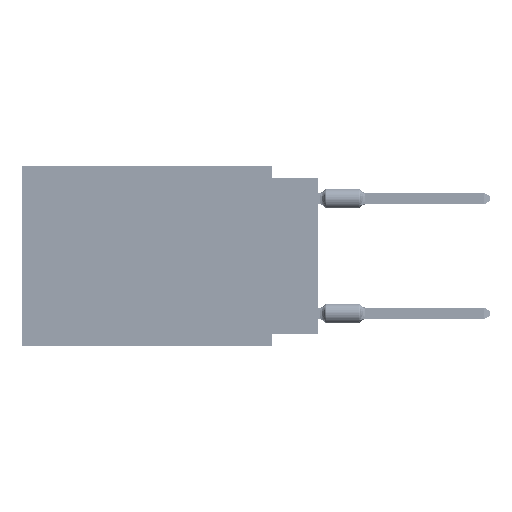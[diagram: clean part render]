
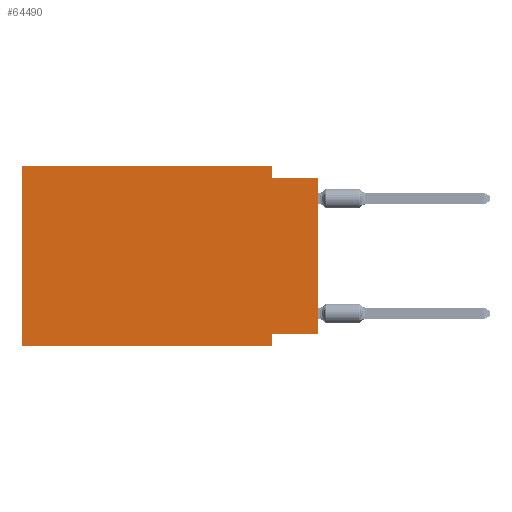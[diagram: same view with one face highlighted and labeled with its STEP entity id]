
A CAD part, left-side view. The second image highlights one B-rep face of the part: STEP entity #64490.
In plain terms, the highlighted planar face has unit normal (-1, 0, 0).
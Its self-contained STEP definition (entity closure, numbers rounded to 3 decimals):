
#785 = CARTESIAN_POINT ( 'NONE',  ( 0., 16.383, 0. ) ) ;
#1504 = DIRECTION ( 'NONE',  ( 0., 0., -1. ) ) ;
#2348 = EDGE_LOOP ( 'NONE', ( #37225, #57102, #14229, #21526, #19039, #27087, #69014, #58322 ) ) ;
#3323 = DIRECTION ( 'NONE',  ( 0., 1., 0. ) ) ;
#3943 = VECTOR ( 'NONE', #31728, 1000. ) ;
#4225 = VERTEX_POINT ( 'NONE', #8458 ) ;
#5051 = VERTEX_POINT ( 'NONE', #47455 ) ;
#5654 = VERTEX_POINT ( 'NONE', #785 ) ;
#6019 = VECTOR ( 'NONE', #32420, 1000. ) ;
#6191 = LINE ( 'NONE', #22202, #42039 ) ;
#6549 = CARTESIAN_POINT ( 'NONE',  ( 0., 2.54, -9.271 ) ) ;
#6949 = CARTESIAN_POINT ( 'NONE',  ( 0., 16.383, 0. ) ) ;
#7853 = CARTESIAN_POINT ( 'NONE',  ( 0., 2.54, -9.906 ) ) ;
#8458 = CARTESIAN_POINT ( 'NONE',  ( 0., 16.383, -9.906 ) ) ;
#10689 = DIRECTION ( 'NONE',  ( 0., 0., 1. ) ) ;
#12040 = PLANE ( 'NONE',  #62088 ) ;
#12498 = EDGE_CURVE ( 'NONE', #4225, #5654, #48876, .T. ) ;
#14229 = ORIENTED_EDGE ( 'NONE', *, *, #54247, .F. ) ;
#15469 = VERTEX_POINT ( 'NONE', #6549 ) ;
#16780 = LINE ( 'NONE', #66926, #63648 ) ;
#17138 = DIRECTION ( 'NONE',  ( 0., 0., -1. ) ) ;
#19039 = ORIENTED_EDGE ( 'NONE', *, *, #12498, .F. ) ;
#21526 = ORIENTED_EDGE ( 'NONE', *, *, #70303, .F. ) ;
#21671 = DIRECTION ( 'NONE',  ( 0., -1., 0. ) ) ;
#22202 = CARTESIAN_POINT ( 'NONE',  ( 0., 2.54, -9.906 ) ) ;
#22247 = DIRECTION ( 'NONE',  ( 1., 0., 0. ) ) ;
#22922 = LINE ( 'NONE', #61434, #6019 ) ;
#23545 = EDGE_CURVE ( 'NONE', #62900, #15469, #59623, .T. ) ;
#23935 = CARTESIAN_POINT ( 'NONE',  ( 0., 0., -0.635 ) ) ;
#26977 = CARTESIAN_POINT ( 'NONE',  ( 0., 0., 0. ) ) ;
#27087 = ORIENTED_EDGE ( 'NONE', *, *, #71137, .T. ) ;
#27430 = CARTESIAN_POINT ( 'NONE',  ( 0., 16.383, 0. ) ) ;
#29764 = LINE ( 'NONE', #23935, #30729 ) ;
#30252 = CARTESIAN_POINT ( 'NONE',  ( 0., 0., -9.271 ) ) ;
#30729 = VECTOR ( 'NONE', #45371, 1000. ) ;
#31728 = DIRECTION ( 'NONE',  ( 0., 0., 1. ) ) ;
#32420 = DIRECTION ( 'NONE',  ( 0., -1., 0. ) ) ;
#32933 = VECTOR ( 'NONE', #3323, 1000. ) ;
#32962 = LINE ( 'NONE', #71810, #67582 ) ;
#33545 = FACE_OUTER_BOUND ( 'NONE', #2348, .T. ) ;
#37181 = LINE ( 'NONE', #26977, #3943 ) ;
#37225 = ORIENTED_EDGE ( 'NONE', *, *, #39838, .T. ) ;
#39838 = EDGE_CURVE ( 'NONE', #62900, #5051, #37181, .T. ) ;
#40570 = EDGE_CURVE ( 'NONE', #46928, #5051, #29764, .T. ) ;
#42039 = VECTOR ( 'NONE', #50529, 1000. ) ;
#45371 = DIRECTION ( 'NONE',  ( 0., -1., 0. ) ) ;
#46928 = VERTEX_POINT ( 'NONE', #69313 ) ;
#47455 = CARTESIAN_POINT ( 'NONE',  ( 0., 0., -0.635 ) ) ;
#48490 = VERTEX_POINT ( 'NONE', #7853 ) ;
#48876 = LINE ( 'NONE', #27430, #54103 ) ;
#50529 = DIRECTION ( 'NONE',  ( 0., 0., -1. ) ) ;
#54103 = VECTOR ( 'NONE', #10689, 1000. ) ;
#54247 = EDGE_CURVE ( 'NONE', #67046, #46928, #16780, .T. ) ;
#57102 = ORIENTED_EDGE ( 'NONE', *, *, #40570, .F. ) ;
#58240 = CARTESIAN_POINT ( 'NONE',  ( 0., 0., -9.271 ) ) ;
#58322 = ORIENTED_EDGE ( 'NONE', *, *, #23545, .F. ) ;
#59623 = LINE ( 'NONE', #30252, #32933 ) ;
#61434 = CARTESIAN_POINT ( 'NONE',  ( 0., 16.383, 0. ) ) ;
#62088 = AXIS2_PLACEMENT_3D ( 'NONE', #6949, #22247, #1504 ) ;
#62900 = VERTEX_POINT ( 'NONE', #58240 ) ;
#63648 = VECTOR ( 'NONE', #17138, 1000. ) ;
#64490 = ADVANCED_FACE ( 'NONE', ( #33545 ), #12040, .F. ) ;
#66926 = CARTESIAN_POINT ( 'NONE',  ( 0., 2.54, 0. ) ) ;
#67046 = VERTEX_POINT ( 'NONE', #71340 ) ;
#67582 = VECTOR ( 'NONE', #21671, 1000. ) ;
#69014 = ORIENTED_EDGE ( 'NONE', *, *, #70227, .F. ) ;
#69313 = CARTESIAN_POINT ( 'NONE',  ( 0., 2.54, -0.635 ) ) ;
#70227 = EDGE_CURVE ( 'NONE', #15469, #48490, #6191, .T. ) ;
#70303 = EDGE_CURVE ( 'NONE', #5654, #67046, #22922, .T. ) ;
#71137 = EDGE_CURVE ( 'NONE', #4225, #48490, #32962, .T. ) ;
#71340 = CARTESIAN_POINT ( 'NONE',  ( 0., 2.54, 0. ) ) ;
#71810 = CARTESIAN_POINT ( 'NONE',  ( 0., 16.383, -9.906 ) ) ;
